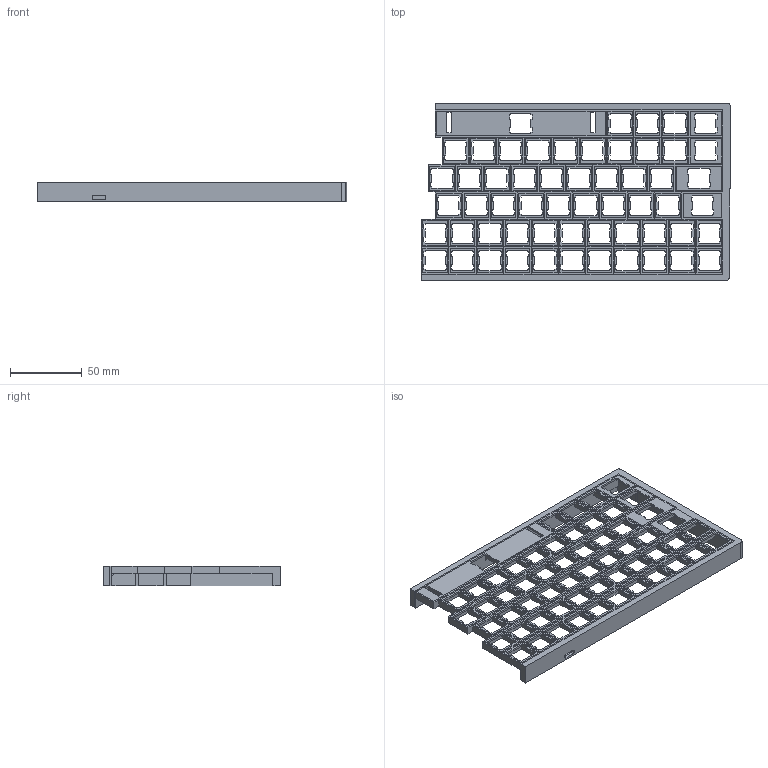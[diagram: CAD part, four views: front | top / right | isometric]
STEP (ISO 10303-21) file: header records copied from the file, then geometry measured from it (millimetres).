
FILE_DESCRIPTION(/* description */ ('','CAx-IF Rec.Pracs.---Representation and Presentation of Product Manufacturing Information (PMI)---4.0---2014-10-13'),/* implementation_level */ '2;1');
FILE_NAME(/* name */ 'Keyboard Plate Split_v2.step',/* time_stamp */ '2025-03-01T17:06:50Z',/* author */ (''),/* organization */ (''),/* preprocessor_version */ 'ST-DEVELOPER v20',/* originating_system */ 'Autodesk Translation Framework v13.20.0.188',/* authorisation */ '');
FILE_SCHEMA (('AP242_MANAGED_MODEL_BASED_3D_ENGINEERING_MIM_LF { 1 0 10303 442 1 1 4 }'));
Length unit declared in the file: millimetre
Products named in the file (3): Keyboard Plate Split; Keyboard Plate v15; BodyAndPlate
Assembly tree (2 placements, depth 3):
  Keyboard Plate Split
    Keyboard Plate v15
      BodyAndPlate
Bounding box: 214.8 x 123.3 x 13.9 mm (x, y, z)
Volume: 76612 mm3; surface area: 63122.6 mm2
Topology: 1 solids, 1 shells, 1720 faces, 5042 edges, 3419 vertices
Faces by surface type: plane 1712, cylinder 6, bspline 2
Entity records: 56574 total; most frequent: CARTESIAN_POINT 10360, ORIENTED_EDGE 10084, DIRECTION 8492, EDGE_CURVE 5042, LINE 5022, VECTOR 5022, VERTEX_POINT 3419, EDGE_LOOP 1935
